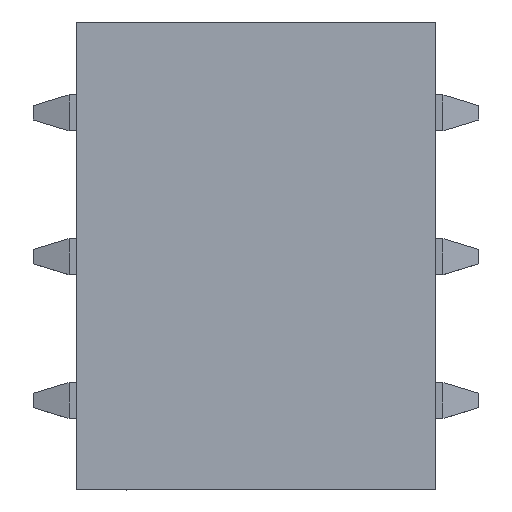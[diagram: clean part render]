
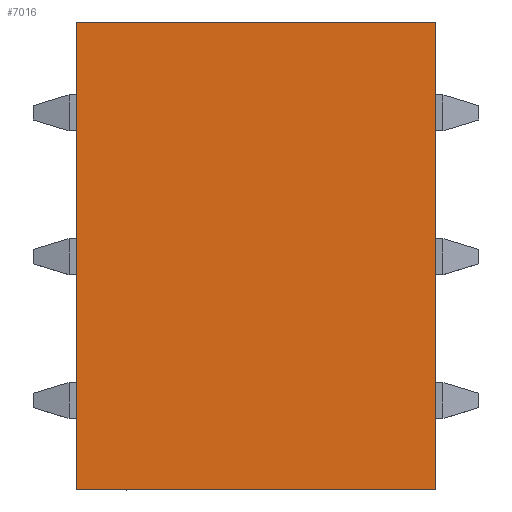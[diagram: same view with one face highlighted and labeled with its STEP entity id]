
A CAD part, top view. The second image highlights one B-rep face of the part: STEP entity #7016.
In plain terms, the highlighted planar face has unit normal (0, 0, 1).
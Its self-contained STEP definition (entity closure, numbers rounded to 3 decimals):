
#1369=ORIENTED_EDGE('',*,*,#2203,.T.);
#1370=ORIENTED_EDGE('',*,*,#2204,.F.);
#1371=ORIENTED_EDGE('',*,*,#2205,.F.);
#1372=ORIENTED_EDGE('',*,*,#2206,.T.);
#2203=EDGE_CURVE('',#2661,#2662,#3329,.T.);
#2204=EDGE_CURVE('',#2663,#2662,#3330,.T.);
#2205=EDGE_CURVE('',#2664,#2663,#3331,.T.);
#2206=EDGE_CURVE('',#2664,#2661,#3332,.T.);
#2661=VERTEX_POINT('',#10017);
#2662=VERTEX_POINT('',#10018);
#2663=VERTEX_POINT('',#10020);
#2664=VERTEX_POINT('',#10022);
#3329=LINE('',#10016,#4019);
#3330=LINE('',#10019,#4020);
#3331=LINE('',#10021,#4021);
#3332=LINE('',#10023,#4022);
#4019=VECTOR('',#8569,1000.);
#4020=VECTOR('',#8570,1000.);
#4021=VECTOR('',#8571,1000.);
#4022=VECTOR('',#8572,1000.);
#4310=EDGE_LOOP('',(#1369,#1370,#1371,#1372));
#4598=FACE_BOUND('',#4310,.T.);
#4853=PLANE('',#7323);
#7016=ADVANCED_FACE('',(#4598),#4853,.F.);
#7323=AXIS2_PLACEMENT_3D('',#10015,#8567,#8568);
#8567=DIRECTION('',(0.,0.,-1.));
#8568=DIRECTION('',(0.,-1.,0.));
#8569=DIRECTION('',(0.,-1.,0.));
#8570=DIRECTION('',(-1.,0.,0.));
#8571=DIRECTION('',(0.,-1.,0.));
#8572=DIRECTION('',(-1.,0.,0.));
#10015=CARTESIAN_POINT('',(3.25,2.5,6.));
#10016=CARTESIAN_POINT('',(-3.25,2.5,6.));
#10017=CARTESIAN_POINT('',(-3.25,2.5,6.));
#10018=CARTESIAN_POINT('',(-3.25,-2.5,6.));
#10019=CARTESIAN_POINT('',(3.25,-2.5,6.));
#10020=CARTESIAN_POINT('',(3.25,-2.5,6.));
#10021=CARTESIAN_POINT('',(3.25,2.5,6.));
#10022=CARTESIAN_POINT('',(3.25,2.5,6.));
#10023=CARTESIAN_POINT('',(3.25,2.5,6.));
